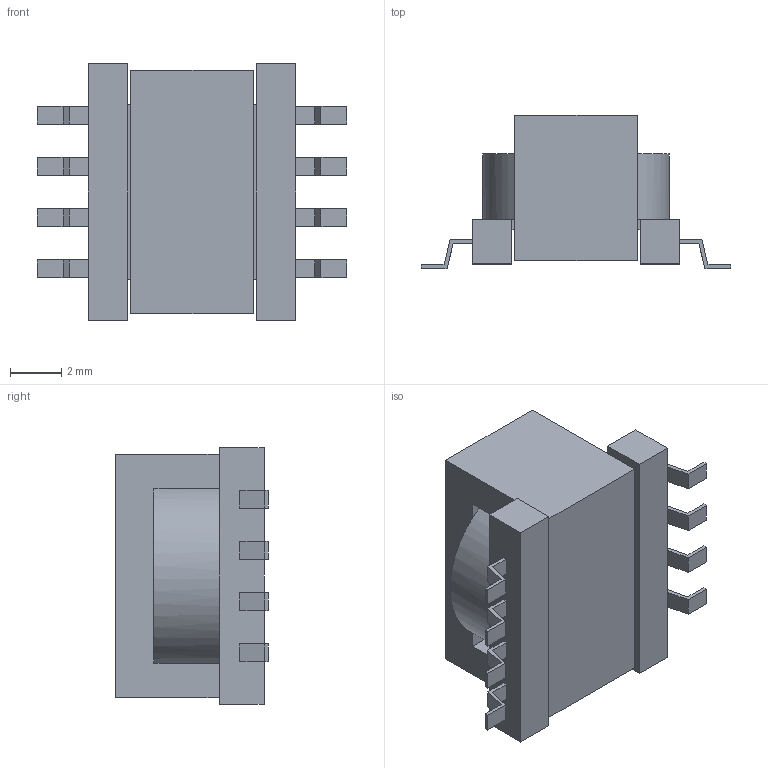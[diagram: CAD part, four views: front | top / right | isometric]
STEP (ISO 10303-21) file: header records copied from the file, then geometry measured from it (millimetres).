
FILE_DESCRIPTION (( 'STEP AP214' ), '1' );
FILE_NAME ('Coilcraft-MA5632-AL.STEP', '2018-02-04T17:03:42', ( '' ), ( '' ), 'SwSTEP 2.0', 'SolidWorks 2017', '' );
FILE_SCHEMA (( 'AUTOMOTIVE_DESIGN' ));
Length unit declared in the file: millimetre
Products named in the file (1): Coilcraft-MA5632-AL
Bounding box: 12.07 x 5.97 x 10 mm (x, y, z)
Volume: 335.9 mm3; surface area: 483 mm2
Topology: 1 solids, 1 shells, 129 faces, 646 edges, 550 vertices
Faces by surface type: plane 127, cylinder 2
Entity records: 9660 total; most frequent: CARTESIAN_POINT 3601, ORIENTED_EDGE 1292, EDGE_CURVE 646, VERTEX_POINT 550, DIRECTION 528, B_SPLINE_CURVE_WITH_KNOTS 378, LINE 268, VECTOR 268
